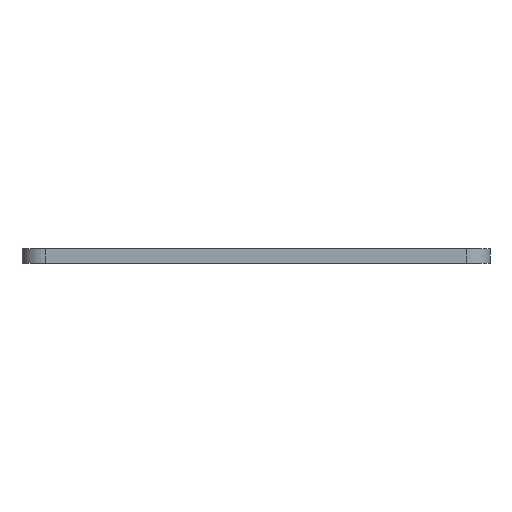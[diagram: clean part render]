
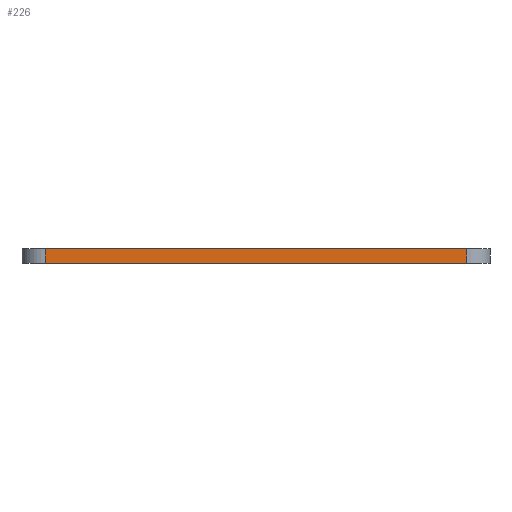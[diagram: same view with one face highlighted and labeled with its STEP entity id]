
A CAD part, front view. The second image highlights one B-rep face of the part: STEP entity #226.
In plain terms, the highlighted planar face has unit normal (0, -1, 0).
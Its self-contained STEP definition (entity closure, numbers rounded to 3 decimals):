
#43 = CYLINDRICAL_SURFACE('',#44,2.54);
#44 = AXIS2_PLACEMENT_3D('',#45,#46,#47);
#45 = CARTESIAN_POINT('',(125.641,-113.894,0.));
#46 = DIRECTION('',(-0.,-0.,-1.));
#47 = DIRECTION('',(1.,0.,-0.));
#68 = VERTEX_POINT('',#69);
#69 = CARTESIAN_POINT('',(125.641,-116.434,1.6));
#84 = PLANE('',#85);
#85 = AXIS2_PLACEMENT_3D('',#86,#87,#88);
#86 = CARTESIAN_POINT('',(148.442,-105.004,1.6));
#87 = DIRECTION('',(0.,0.,1.));
#88 = DIRECTION('',(1.,0.,-0.));
#96 = EDGE_CURVE('',#97,#68,#99,.T.);
#97 = VERTEX_POINT('',#98);
#98 = CARTESIAN_POINT('',(125.641,-116.434,0.));
#99 = SURFACE_CURVE('',#100,(#104,#111),.PCURVE_S1.);
#100 = LINE('',#101,#102);
#101 = CARTESIAN_POINT('',(125.641,-116.434,0.));
#102 = VECTOR('',#103,1.);
#103 = DIRECTION('',(0.,0.,1.));
#104 = PCURVE('',#43,#105);
#105 = DEFINITIONAL_REPRESENTATION('',(#106),#110);
#106 = LINE('',#107,#108);
#107 = CARTESIAN_POINT('',(-4.712,0.));
#108 = VECTOR('',#109,1.);
#109 = DIRECTION('',(-0.,-1.));
#110 = ( GEOMETRIC_REPRESENTATION_CONTEXT(2) 
PARAMETRIC_REPRESENTATION_CONTEXT() REPRESENTATION_CONTEXT('2D SPACE',''
  ) );
#111 = PCURVE('',#112,#117);
#112 = PLANE('',#113);
#113 = AXIS2_PLACEMENT_3D('',#114,#115,#116);
#114 = CARTESIAN_POINT('',(171.361,-116.434,0.));
#115 = DIRECTION('',(0.,-1.,0.));
#116 = DIRECTION('',(-1.,0.,0.));
#117 = DEFINITIONAL_REPRESENTATION('',(#118),#122);
#118 = LINE('',#119,#120);
#119 = CARTESIAN_POINT('',(45.72,0.));
#120 = VECTOR('',#121,1.);
#121 = DIRECTION('',(0.,-1.));
#122 = ( GEOMETRIC_REPRESENTATION_CONTEXT(2) 
PARAMETRIC_REPRESENTATION_CONTEXT() REPRESENTATION_CONTEXT('2D SPACE',''
  ) );
#139 = PLANE('',#140);
#140 = AXIS2_PLACEMENT_3D('',#141,#142,#143);
#141 = CARTESIAN_POINT('',(148.442,-105.004,0.));
#142 = DIRECTION('',(0.,0.,1.));
#143 = DIRECTION('',(1.,0.,-0.));
#226 = ADVANCED_FACE('',(#227),#112,.T.);
#227 = FACE_BOUND('',#228,.T.);
#228 = EDGE_LOOP('',(#229,#259,#280,#281));
#229 = ORIENTED_EDGE('',*,*,#230,.T.);
#230 = EDGE_CURVE('',#231,#233,#235,.T.);
#231 = VERTEX_POINT('',#232);
#232 = CARTESIAN_POINT('',(171.361,-116.434,0.));
#233 = VERTEX_POINT('',#234);
#234 = CARTESIAN_POINT('',(171.361,-116.434,1.6));
#235 = SURFACE_CURVE('',#236,(#240,#247),.PCURVE_S1.);
#236 = LINE('',#237,#238);
#237 = CARTESIAN_POINT('',(171.361,-116.434,0.));
#238 = VECTOR('',#239,1.);
#239 = DIRECTION('',(0.,0.,1.));
#240 = PCURVE('',#112,#241);
#241 = DEFINITIONAL_REPRESENTATION('',(#242),#246);
#242 = LINE('',#243,#244);
#243 = CARTESIAN_POINT('',(0.,0.));
#244 = VECTOR('',#245,1.);
#245 = DIRECTION('',(0.,-1.));
#246 = ( GEOMETRIC_REPRESENTATION_CONTEXT(2) 
PARAMETRIC_REPRESENTATION_CONTEXT() REPRESENTATION_CONTEXT('2D SPACE',''
  ) );
#247 = PCURVE('',#248,#253);
#248 = CYLINDRICAL_SURFACE('',#249,2.54);
#249 = AXIS2_PLACEMENT_3D('',#250,#251,#252);
#250 = CARTESIAN_POINT('',(171.361,-113.894,0.));
#251 = DIRECTION('',(-0.,-0.,-1.));
#252 = DIRECTION('',(1.,0.,-0.));
#253 = DEFINITIONAL_REPRESENTATION('',(#254),#258);
#254 = LINE('',#255,#256);
#255 = CARTESIAN_POINT('',(-4.712,0.));
#256 = VECTOR('',#257,1.);
#257 = DIRECTION('',(-0.,-1.));
#258 = ( GEOMETRIC_REPRESENTATION_CONTEXT(2) 
PARAMETRIC_REPRESENTATION_CONTEXT() REPRESENTATION_CONTEXT('2D SPACE',''
  ) );
#259 = ORIENTED_EDGE('',*,*,#260,.T.);
#260 = EDGE_CURVE('',#233,#68,#261,.T.);
#261 = SURFACE_CURVE('',#262,(#266,#273),.PCURVE_S1.);
#262 = LINE('',#263,#264);
#263 = CARTESIAN_POINT('',(171.361,-116.434,1.6));
#264 = VECTOR('',#265,1.);
#265 = DIRECTION('',(-1.,0.,0.));
#266 = PCURVE('',#112,#267);
#267 = DEFINITIONAL_REPRESENTATION('',(#268),#272);
#268 = LINE('',#269,#270);
#269 = CARTESIAN_POINT('',(0.,-1.6));
#270 = VECTOR('',#271,1.);
#271 = DIRECTION('',(1.,0.));
#272 = ( GEOMETRIC_REPRESENTATION_CONTEXT(2) 
PARAMETRIC_REPRESENTATION_CONTEXT() REPRESENTATION_CONTEXT('2D SPACE',''
  ) );
#273 = PCURVE('',#84,#274);
#274 = DEFINITIONAL_REPRESENTATION('',(#275),#279);
#275 = LINE('',#276,#277);
#276 = CARTESIAN_POINT('',(22.919,-11.43));
#277 = VECTOR('',#278,1.);
#278 = DIRECTION('',(-1.,0.));
#279 = ( GEOMETRIC_REPRESENTATION_CONTEXT(2) 
PARAMETRIC_REPRESENTATION_CONTEXT() REPRESENTATION_CONTEXT('2D SPACE',''
  ) );
#280 = ORIENTED_EDGE('',*,*,#96,.F.);
#281 = ORIENTED_EDGE('',*,*,#282,.F.);
#282 = EDGE_CURVE('',#231,#97,#283,.T.);
#283 = SURFACE_CURVE('',#284,(#288,#295),.PCURVE_S1.);
#284 = LINE('',#285,#286);
#285 = CARTESIAN_POINT('',(171.361,-116.434,0.));
#286 = VECTOR('',#287,1.);
#287 = DIRECTION('',(-1.,0.,0.));
#288 = PCURVE('',#112,#289);
#289 = DEFINITIONAL_REPRESENTATION('',(#290),#294);
#290 = LINE('',#291,#292);
#291 = CARTESIAN_POINT('',(0.,0.));
#292 = VECTOR('',#293,1.);
#293 = DIRECTION('',(1.,0.));
#294 = ( GEOMETRIC_REPRESENTATION_CONTEXT(2) 
PARAMETRIC_REPRESENTATION_CONTEXT() REPRESENTATION_CONTEXT('2D SPACE',''
  ) );
#295 = PCURVE('',#139,#296);
#296 = DEFINITIONAL_REPRESENTATION('',(#297),#301);
#297 = LINE('',#298,#299);
#298 = CARTESIAN_POINT('',(22.919,-11.43));
#299 = VECTOR('',#300,1.);
#300 = DIRECTION('',(-1.,0.));
#301 = ( GEOMETRIC_REPRESENTATION_CONTEXT(2) 
PARAMETRIC_REPRESENTATION_CONTEXT() REPRESENTATION_CONTEXT('2D SPACE',''
  ) );
